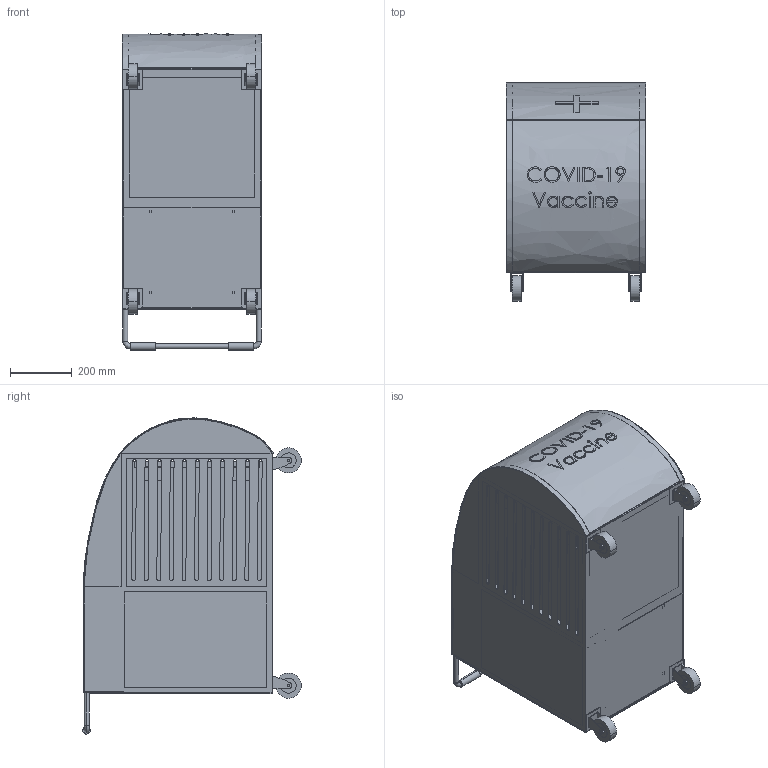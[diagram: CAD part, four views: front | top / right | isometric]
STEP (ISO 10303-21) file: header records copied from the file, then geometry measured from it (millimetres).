
FILE_DESCRIPTION(('FreeCAD Model'),'2;1');
FILE_NAME('Open CASCADE Shape Model','2025-04-29T14:04:14',('FreeCAD'),( 'FreeCAD'),'Open CASCADE STEP processor 7.6','FreeCAD','Unknown');
FILE_SCHEMA(('AUTOMOTIVE_DESIGN { 1 0 10303 214 1 1 1 1 }'));
Products named in the file (1): Open CASCADE STEP translator 7.6 1
Bounding box: 453.17 x 710 x 1027.87 mm (x, y, z)
Volume: 55480674 mm3; surface area: 10224650.7 mm2
Topology: 70 solids, 101 shells, 1188 faces, 2828 edges, 1857 vertices
Faces by surface type: bspline 1188
Entity records: 77592 total; most frequent: CARTESIAN_POINT 60016, ORIENTED_EDGE 5656, EDGE_CURVE 2828, B_SPLINE_CURVE_WITH_KNOTS 2191, VERTEX_POINT 1857, FACE_BOUND 1387, EDGE_LOOP 1387, ADVANCED_FACE 1188
